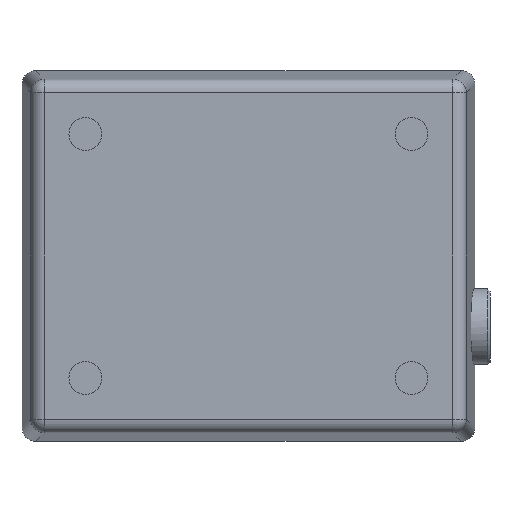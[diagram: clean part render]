
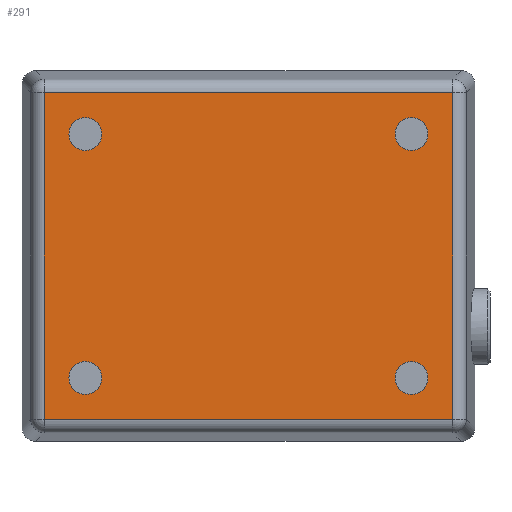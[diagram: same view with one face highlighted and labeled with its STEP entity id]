
A CAD part, front view. The second image highlights one B-rep face of the part: STEP entity #291.
In plain terms, the highlighted planar face has unit normal (0, -1, 0).
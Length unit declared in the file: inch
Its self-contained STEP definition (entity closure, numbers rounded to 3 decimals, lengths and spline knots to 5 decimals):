
#14 = FACE_BOUND ( 'NONE', #3085, .T. ) ;
#61 = EDGE_LOOP ( 'NONE', ( #1469, #1799 ) ) ;
#123 = DIRECTION ( 'NONE',  ( 0., 0., 1. ) ) ;
#152 = CARTESIAN_POINT ( 'NONE',  ( -2.96999, -2., 2.51999 ) ) ;
#225 = CIRCLE ( 'NONE', #1832, 0.3 ) ;
#226 = CARTESIAN_POINT ( 'NONE',  ( 2.96999, -2., 2.21999 ) ) ;
#252 = CARTESIAN_POINT ( 'NONE',  ( -2.96999, -2., 2.21999 ) ) ;
#259 = LINE ( 'NONE', #2775, #1994 ) ;
#291 = ADVANCED_FACE ( 'NONE', ( #2473, #14, #648, #1288, #1837 ), #1234, .F. ) ;
#360 = CARTESIAN_POINT ( 'NONE',  ( -2.96999, -2., -2.21999 ) ) ;
#386 = CARTESIAN_POINT ( 'NONE',  ( -3.72094, -2., 3.375 ) ) ;
#403 = CIRCLE ( 'NONE', #698, 0.3 ) ;
#414 = CIRCLE ( 'NONE', #640, 0.3 ) ;
#435 = DIRECTION ( 'NONE',  ( -1., 0., 0. ) ) ;
#449 = VECTOR ( 'NONE', #1087, 39.37008 ) ;
#460 = VERTEX_POINT ( 'NONE', #514 ) ;
#464 = ORIENTED_EDGE ( 'NONE', *, *, #1207, .T. ) ;
#479 = CARTESIAN_POINT ( 'NONE',  ( -3.95002, -2., 2.97094 ) ) ;
#514 = CARTESIAN_POINT ( 'NONE',  ( 3.72094, -2., -2.97094 ) ) ;
#546 = LINE ( 'NONE', #2420, #1108 ) ;
#574 = DIRECTION ( 'NONE',  ( 0., -1., 0. ) ) ;
#587 = VERTEX_POINT ( 'NONE', #2557 ) ;
#608 = EDGE_CURVE ( 'NONE', #643, #948, #403, .T. ) ;
#640 = AXIS2_PLACEMENT_3D ( 'NONE', #765, #2909, #2642 ) ;
#643 = VERTEX_POINT ( 'NONE', #1792 ) ;
#648 = FACE_OUTER_BOUND ( 'NONE', #989, .T. ) ;
#698 = AXIS2_PLACEMENT_3D ( 'NONE', #1399, #1841, #1052 ) ;
#743 = EDGE_CURVE ( 'NONE', #1331, #2664, #879, .T. ) ;
#765 = CARTESIAN_POINT ( 'NONE',  ( -2.96999, -2., -2.21999 ) ) ;
#793 = DIRECTION ( 'NONE',  ( 0., 0., 1. ) ) ;
#818 = CARTESIAN_POINT ( 'NONE',  ( -3.72094, -2., 2.97094 ) ) ;
#821 = AXIS2_PLACEMENT_3D ( 'NONE', #252, #2878, #1681 ) ;
#859 = EDGE_CURVE ( 'NONE', #2617, #3014, #2712, .T. ) ;
#872 = ORIENTED_EDGE ( 'NONE', *, *, #3102, .T. ) ;
#879 = CIRCLE ( 'NONE', #3009, 0.3 ) ;
#896 = EDGE_CURVE ( 'NONE', #587, #1523, #1196, .T. ) ;
#903 = EDGE_CURVE ( 'NONE', #948, #643, #2316, .T. ) ;
#928 = DIRECTION ( 'NONE',  ( 0., -1., 0. ) ) ;
#933 = CARTESIAN_POINT ( 'NONE',  ( 2.96999, -2., -1.91999 ) ) ;
#948 = VERTEX_POINT ( 'NONE', #2314 ) ;
#949 = DIRECTION ( 'NONE',  ( 0., -1., 0. ) ) ;
#957 = ORIENTED_EDGE ( 'NONE', *, *, #608, .F. ) ;
#989 = EDGE_LOOP ( 'NONE', ( #3078, #872, #464, #1778 ) ) ;
#1052 = DIRECTION ( 'NONE',  ( 0., 0., 1. ) ) ;
#1087 = DIRECTION ( 'NONE',  ( 0., 0., -1. ) ) ;
#1108 = VECTOR ( 'NONE', #1503, 39.37008 ) ;
#1129 = VECTOR ( 'NONE', #435, 39.37008 ) ;
#1146 = CARTESIAN_POINT ( 'NONE',  ( -2.96999, -2., 2.21999 ) ) ;
#1149 = DIRECTION ( 'NONE',  ( 0., 0., 1. ) ) ;
#1157 = DIRECTION ( 'NONE',  ( 0., -1., 0. ) ) ;
#1162 = DIRECTION ( 'NONE',  ( 0., 0., 1. ) ) ;
#1175 = DIRECTION ( 'NONE',  ( 0., 0., 1. ) ) ;
#1181 = CARTESIAN_POINT ( 'NONE',  ( -3.72094, -2., -2.97094 ) ) ;
#1196 = LINE ( 'NONE', #479, #1129 ) ;
#1207 = EDGE_CURVE ( 'NONE', #2340, #460, #546, .T. ) ;
#1234 = PLANE ( 'NONE',  #2386 ) ;
#1279 = EDGE_CURVE ( 'NONE', #2664, #1331, #414, .T. ) ;
#1288 = FACE_BOUND ( 'NONE', #1318, .T. ) ;
#1318 = EDGE_LOOP ( 'NONE', ( #2635, #1556 ) ) ;
#1331 = VERTEX_POINT ( 'NONE', #2394 ) ;
#1379 = EDGE_CURVE ( 'NONE', #460, #587, #259, .T. ) ;
#1399 = CARTESIAN_POINT ( 'NONE',  ( 2.96999, -2., 2.21999 ) ) ;
#1469 = ORIENTED_EDGE ( 'NONE', *, *, #1962, .F. ) ;
#1503 = DIRECTION ( 'NONE',  ( 1., 0., 0. ) ) ;
#1523 = VERTEX_POINT ( 'NONE', #818 ) ;
#1530 = CARTESIAN_POINT ( 'NONE',  ( 2.96999, -2., -2.21999 ) ) ;
#1556 = ORIENTED_EDGE ( 'NONE', *, *, #743, .F. ) ;
#1670 = CARTESIAN_POINT ( 'NONE',  ( 2.96999, -2., -2.21999 ) ) ;
#1681 = DIRECTION ( 'NONE',  ( 0., 0., 1. ) ) ;
#1723 = DIRECTION ( 'NONE',  ( 0., 0., 1. ) ) ;
#1761 = DIRECTION ( 'NONE',  ( 0., -1., 0. ) ) ;
#1778 = ORIENTED_EDGE ( 'NONE', *, *, #1379, .T. ) ;
#1792 = CARTESIAN_POINT ( 'NONE',  ( 2.96999, -2., 1.91999 ) ) ;
#1799 = ORIENTED_EDGE ( 'NONE', *, *, #2262, .F. ) ;
#1809 = VERTEX_POINT ( 'NONE', #2371 ) ;
#1832 = AXIS2_PLACEMENT_3D ( 'NONE', #1670, #949, #1162 ) ;
#1836 = EDGE_CURVE ( 'NONE', #3014, #2617, #2953, .T. ) ;
#1837 = FACE_BOUND ( 'NONE', #2830, .T. ) ;
#1841 = DIRECTION ( 'NONE',  ( 0., -1., 0. ) ) ;
#1854 = LINE ( 'NONE', #386, #449 ) ;
#1925 = ORIENTED_EDGE ( 'NONE', *, *, #859, .F. ) ;
#1962 = EDGE_CURVE ( 'NONE', #2350, #1809, #225, .T. ) ;
#1994 = VECTOR ( 'NONE', #123, 39.37008 ) ;
#2067 = CARTESIAN_POINT ( 'NONE',  ( -2.96999, -2., -1.91999 ) ) ;
#2099 = AXIS2_PLACEMENT_3D ( 'NONE', #1530, #1761, #793 ) ;
#2214 = DIRECTION ( 'NONE',  ( 0., 1., 0. ) ) ;
#2262 = EDGE_CURVE ( 'NONE', #1809, #2350, #2731, .T. ) ;
#2314 = CARTESIAN_POINT ( 'NONE',  ( 2.96999, -2., 2.51999 ) ) ;
#2316 = CIRCLE ( 'NONE', #2339, 0.3 ) ;
#2339 = AXIS2_PLACEMENT_3D ( 'NONE', #226, #928, #1149 ) ;
#2340 = VERTEX_POINT ( 'NONE', #1181 ) ;
#2350 = VERTEX_POINT ( 'NONE', #933 ) ;
#2357 = ORIENTED_EDGE ( 'NONE', *, *, #1836, .F. ) ;
#2371 = CARTESIAN_POINT ( 'NONE',  ( 2.96999, -2., -2.51999 ) ) ;
#2386 = AXIS2_PLACEMENT_3D ( 'NONE', #2922, #2214, #1723 ) ;
#2394 = CARTESIAN_POINT ( 'NONE',  ( -2.96999, -2., -2.51999 ) ) ;
#2420 = CARTESIAN_POINT ( 'NONE',  ( -3.95002, -2., -2.97094 ) ) ;
#2473 = FACE_BOUND ( 'NONE', #61, .T. ) ;
#2557 = CARTESIAN_POINT ( 'NONE',  ( 3.72094, -2., 2.97094 ) ) ;
#2617 = VERTEX_POINT ( 'NONE', #152 ) ;
#2635 = ORIENTED_EDGE ( 'NONE', *, *, #1279, .F. ) ;
#2642 = DIRECTION ( 'NONE',  ( 0., 0., 1. ) ) ;
#2664 = VERTEX_POINT ( 'NONE', #2067 ) ;
#2681 = CARTESIAN_POINT ( 'NONE',  ( -2.96999, -2., 1.91999 ) ) ;
#2712 = CIRCLE ( 'NONE', #2839, 0.3 ) ;
#2731 = CIRCLE ( 'NONE', #2099, 0.3 ) ;
#2733 = DIRECTION ( 'NONE',  ( 0., 0., 1. ) ) ;
#2775 = CARTESIAN_POINT ( 'NONE',  ( 3.72094, -2., 3.375 ) ) ;
#2830 = EDGE_LOOP ( 'NONE', ( #2901, #957 ) ) ;
#2839 = AXIS2_PLACEMENT_3D ( 'NONE', #1146, #1157, #1175 ) ;
#2878 = DIRECTION ( 'NONE',  ( 0., -1., 0. ) ) ;
#2901 = ORIENTED_EDGE ( 'NONE', *, *, #903, .F. ) ;
#2909 = DIRECTION ( 'NONE',  ( 0., -1., 0. ) ) ;
#2922 = CARTESIAN_POINT ( 'NONE',  ( -3.95002, -2., 3.375 ) ) ;
#2953 = CIRCLE ( 'NONE', #821, 0.3 ) ;
#3009 = AXIS2_PLACEMENT_3D ( 'NONE', #360, #574, #2733 ) ;
#3014 = VERTEX_POINT ( 'NONE', #2681 ) ;
#3078 = ORIENTED_EDGE ( 'NONE', *, *, #896, .T. ) ;
#3085 = EDGE_LOOP ( 'NONE', ( #1925, #2357 ) ) ;
#3102 = EDGE_CURVE ( 'NONE', #1523, #2340, #1854, .T. ) ;
